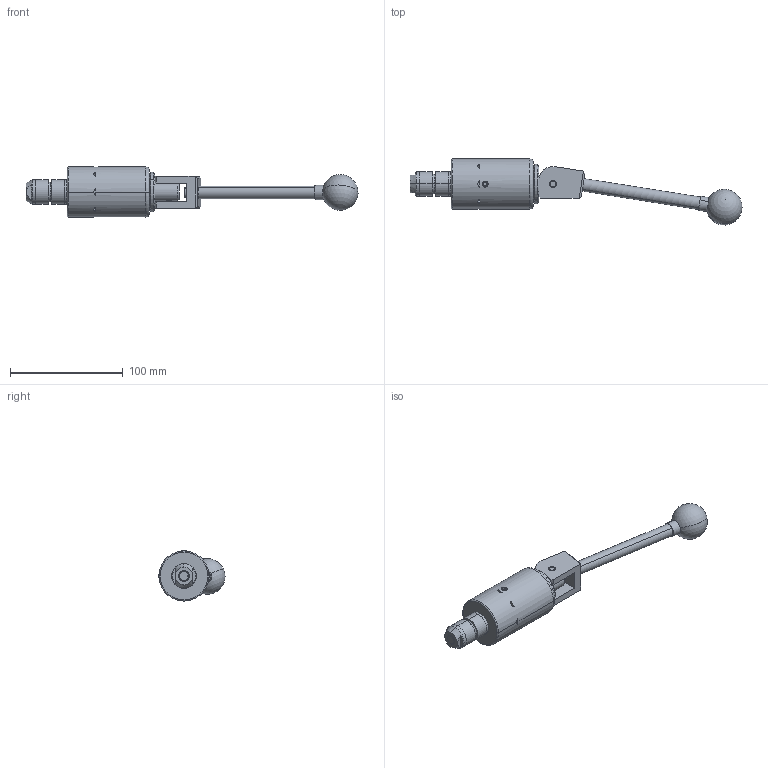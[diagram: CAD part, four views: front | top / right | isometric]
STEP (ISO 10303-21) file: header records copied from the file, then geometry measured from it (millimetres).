
FILE_DESCRIPTION (( 'STEP AP214' ), '1' );
FILE_NAME ('CTSC-003504.STEP', '2025-06-17T12:03:11', ( '' ), ( '' ), 'SwSTEP 2.0', 'SolidWorks 2023', '' );
FILE_SCHEMA (( 'AUTOMOTIVE_DESIGN' ));
Length unit declared in the file: inch
Products named in the file (1): CTSC-003504
Bounding box: 294.93 x 58.69 x 44.45 mm (x, y, z)
Volume: 178553.9 mm3; surface area: 39806.2 mm2
Topology: 9 solids, 9 shells, 248 faces, 622 edges, 393 vertices
Faces by surface type: cylinder 95, plane 94, cone 38, torus 16, bspline 3, sphere 2
Entity records: 12050 total; most frequent: CARTESIAN_POINT 2818, DIRECTION 1257, ORIENTED_EDGE 1230, EDGE_CURVE 615, AXIS2_PLACEMENT_3D 496, VERTEX_POINT 390, EDGE_LOOP 287, VECTOR 265
